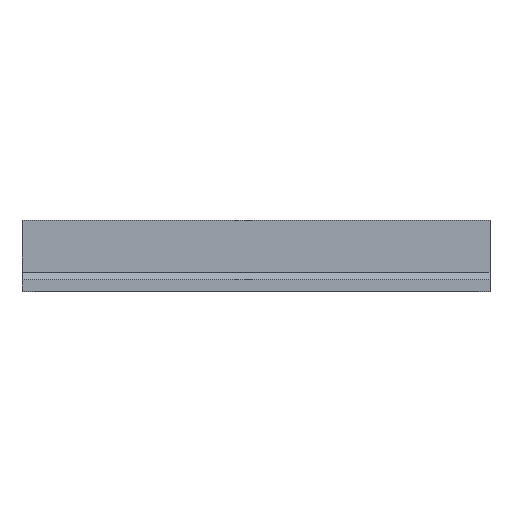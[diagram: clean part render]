
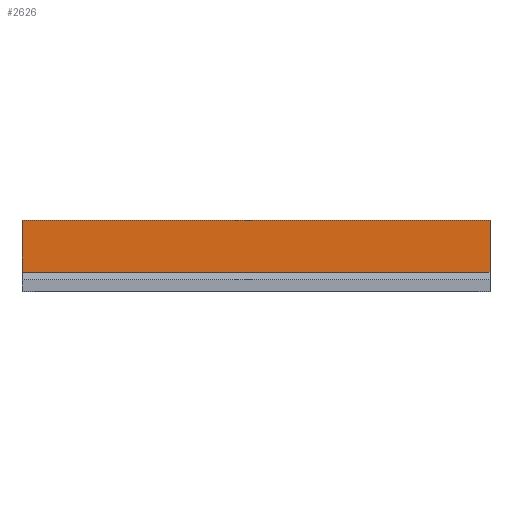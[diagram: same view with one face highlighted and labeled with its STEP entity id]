
A CAD part, top view. The second image highlights one B-rep face of the part: STEP entity #2626.
In plain terms, the highlighted free-form (B-spline) face has degree [1, 1] with [2, 2] control points.
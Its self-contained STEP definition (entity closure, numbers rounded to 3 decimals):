
#75=CARTESIAN_POINT('',(-0.824,-223.309,567.05));
#76=VERTEX_POINT('',#75);
#84=CARTESIAN_POINT('',(-0.824,-202.797,567.05));
#85=VERTEX_POINT('',#84);
#86=CARTESIAN_POINT('',(-0.824,-202.797,567.05));
#87=CARTESIAN_POINT('',(-0.824,-209.634,567.05));
#88=CARTESIAN_POINT('',(-0.824,-216.471,567.05));
#89=CARTESIAN_POINT('',(-0.824,-223.309,567.05));
#90=B_SPLINE_CURVE_WITH_KNOTS('',3,(#86,#87,#88,#89),.UNSPECIFIED.,.F.,.F.,(4,4),(0.,0.021),.UNSPECIFIED.);
#91=EDGE_CURVE('',#85,#76,#90,.T.);
#2058=CARTESIAN_POINT('',(184.235,-202.797,567.05));
#2059=VERTEX_POINT('',#2058);
#2060=CARTESIAN_POINT('',(184.235,-202.797,567.05));
#2061=CARTESIAN_POINT('',(122.549,-202.797,567.05));
#2062=CARTESIAN_POINT('',(60.862,-202.797,567.05));
#2063=CARTESIAN_POINT('',(-0.824,-202.797,567.05));
#2064=B_SPLINE_CURVE_WITH_KNOTS('',3,(#2060,#2061,#2062,#2063),.UNSPECIFIED.,.F.,.F.,(4,4),(0.74,0.925),.UNSPECIFIED.);
#2065=EDGE_CURVE('',#2059,#85,#2064,.T.);
#2601=CARTESIAN_POINT('',(-0.824,-202.797,567.05));
#2602=CARTESIAN_POINT('',(184.235,-202.797,567.05));
#2603=CARTESIAN_POINT('',(-0.824,-223.309,567.05));
#2604=CARTESIAN_POINT('',(184.235,-223.309,567.05));
#2605=B_SPLINE_SURFACE_WITH_KNOTS('',1,1,((#2601,#2602),(#2603,#2604)),.UNSPECIFIED.,.F.,.F.,.U.,(2,2),(2,2),(0.,1.),(0.,1.),.UNSPECIFIED.);
#2606=CARTESIAN_POINT('',(184.235,-223.309,567.05));
#2607=VERTEX_POINT('',#2606);
#2608=CARTESIAN_POINT('',(-0.824,-223.309,567.05));
#2609=CARTESIAN_POINT('',(60.862,-223.309,567.05));
#2610=CARTESIAN_POINT('',(122.549,-223.309,567.05));
#2611=CARTESIAN_POINT('',(184.235,-223.309,567.05));
#2612=B_SPLINE_CURVE_WITH_KNOTS('',3,(#2608,#2609,#2610,#2611),.UNSPECIFIED.,.F.,.F.,(4,4),(0.,1.),.UNSPECIFIED.);
#2613=EDGE_CURVE('',#76,#2607,#2612,.T.);
#2614=ORIENTED_EDGE('',*,*,#2613,.T.);
#2615=CARTESIAN_POINT('',(184.235,-202.797,567.05));
#2616=CARTESIAN_POINT('',(184.235,-209.634,567.05));
#2617=CARTESIAN_POINT('',(184.235,-216.471,567.05));
#2618=CARTESIAN_POINT('',(184.235,-223.309,567.05));
#2619=B_SPLINE_CURVE_WITH_KNOTS('',3,(#2615,#2616,#2617,#2618),.UNSPECIFIED.,.F.,.F.,(4,4),(0.082,0.103),.UNSPECIFIED.);
#2620=EDGE_CURVE('',#2059,#2607,#2619,.T.);
#2621=ORIENTED_EDGE('',*,*,#2620,.F.);
#2622=ORIENTED_EDGE('',*,*,#2065,.T.);
#2623=ORIENTED_EDGE('',*,*,#91,.T.);
#2624=EDGE_LOOP('',(#2614,#2621,#2622,#2623));
#2625=FACE_BOUND('',#2624,.T.);
#2626=ADVANCED_FACE('',(#2625),#2605,.T.);
